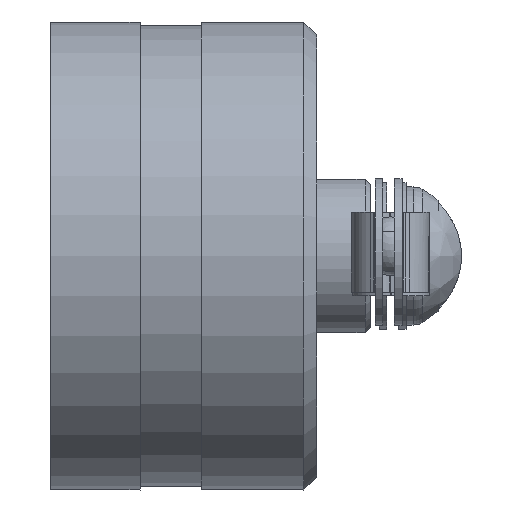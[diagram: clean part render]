
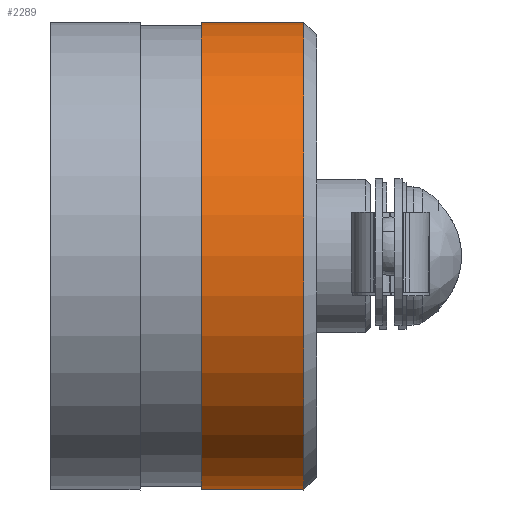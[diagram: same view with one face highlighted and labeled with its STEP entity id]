
A CAD part, top view. The second image highlights one B-rep face of the part: STEP entity #2289.
In plain terms, the highlighted cylindrical face has radius 9.15 mm (diameter 18.3 mm), a full revolution.
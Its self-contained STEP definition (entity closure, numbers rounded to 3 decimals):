
#1811=FACE_BOUND('',#2767,.T.);
#1812=FACE_BOUND('',#2768,.T.);
#1892=CYLINDRICAL_SURFACE('',#5095,9.15);
#2289=ADVANCED_FACE('F12',(#1811,#1812),#1892,.T.);
#2767=EDGE_LOOP('',(#3708));
#2768=EDGE_LOOP('',(#3709));
#3708=ORIENTED_EDGE('',*,*,#4510,.T.);
#3709=ORIENTED_EDGE('',*,*,#4512,.F.);
#4038=VERTEX_POINT('',#12738);
#4040=VERTEX_POINT('',#12743);
#4510=EDGE_CURVE('E21',#4038,#4038,#4699,.T.);
#4512=EDGE_CURVE('',#4040,#4040,#4701,.T.);
#4699=CIRCLE('',#5090,9.15);
#4701=CIRCLE('',#5093,9.15);
#5090=AXIS2_PLACEMENT_3D('',#12737,#5962,#5963);
#5093=AXIS2_PLACEMENT_3D('',#12742,#5968,#5969);
#5095=AXIS2_PLACEMENT_3D('',#12745,#5972,#5973);
#5962=DIRECTION('',(1.,0.,0.));
#5963=DIRECTION('',(0.,0.,1.));
#5968=DIRECTION('',(1.,0.,0.));
#5969=DIRECTION('',(0.,0.,-1.));
#5972=DIRECTION('',(1.,0.,0.));
#5973=DIRECTION('',(0.,1.,0.));
#12737=CARTESIAN_POINT('',(-30.471,-13.855,0.));
#12738=CARTESIAN_POINT('',(-30.471,-13.855,9.15));
#12742=CARTESIAN_POINT('',(-26.471,-13.855,0.));
#12743=CARTESIAN_POINT('',(-26.471,-13.855,-9.15));
#12745=CARTESIAN_POINT('',(-30.471,-13.855,0.));
